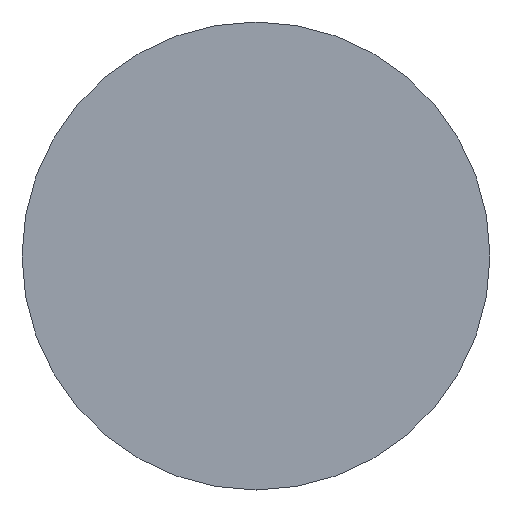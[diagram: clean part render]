
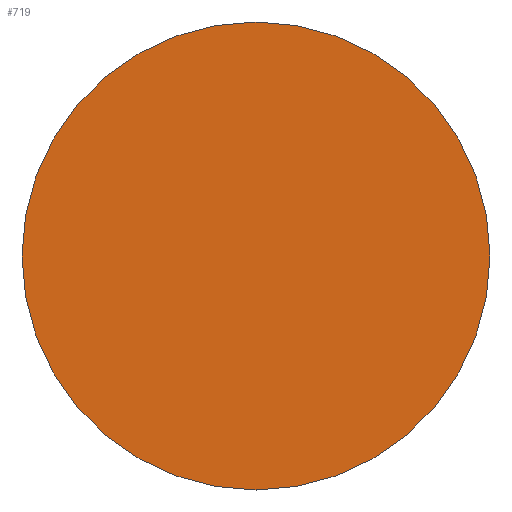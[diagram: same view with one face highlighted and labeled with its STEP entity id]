
A CAD part, left-side view. The second image highlights one B-rep face of the part: STEP entity #719.
In plain terms, the highlighted planar face has unit normal (-1, 0, 0).
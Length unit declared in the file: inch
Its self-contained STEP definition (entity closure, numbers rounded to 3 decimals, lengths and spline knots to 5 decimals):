
#46 = DIRECTION ( 'NONE',  ( -1., 0., 0. ) ) ;
#109 = AXIS2_PLACEMENT_3D ( 'NONE', #149, #309, #305 ) ;
#149 = CARTESIAN_POINT ( 'NONE',  ( -0.3, 0., 0. ) ) ;
#168 = CARTESIAN_POINT ( 'NONE',  ( -0.3, 0.023, 0. ) ) ;
#187 = CARTESIAN_POINT ( 'NONE',  ( -0.3, 0., 0. ) ) ;
#197 = DIRECTION ( 'NONE',  ( 1., 0., 0. ) ) ;
#219 = FACE_OUTER_BOUND ( 'NONE', #873, .T. ) ;
#221 = CIRCLE ( 'NONE', #970, 0.023 ) ;
#282 = DIRECTION ( 'NONE',  ( 0., 1., 0. ) ) ;
#305 = DIRECTION ( 'NONE',  ( 0., 1., 0. ) ) ;
#306 = VERTEX_POINT ( 'NONE', #620 ) ;
#309 = DIRECTION ( 'NONE',  ( 1., 0., 0. ) ) ;
#397 = AXIS2_PLACEMENT_3D ( 'NONE', #462, #46, #1039 ) ;
#462 = CARTESIAN_POINT ( 'NONE',  ( -0.3, -0.0235, 0. ) ) ;
#475 = CIRCLE ( 'NONE', #109, 0.023 ) ;
#546 = PLANE ( 'NONE',  #397 ) ;
#568 = ORIENTED_EDGE ( 'NONE', *, *, #616, .F. ) ;
#616 = EDGE_CURVE ( 'NONE', #994, #306, #221, .T. ) ;
#620 = CARTESIAN_POINT ( 'NONE',  ( -0.3, -0.023, 0. ) ) ;
#719 = ADVANCED_FACE ( 'NONE', ( #219 ), #546, .T. ) ;
#831 = EDGE_CURVE ( 'NONE', #306, #994, #475, .T. ) ;
#873 = EDGE_LOOP ( 'NONE', ( #568, #1066 ) ) ;
#970 = AXIS2_PLACEMENT_3D ( 'NONE', #187, #197, #282 ) ;
#994 = VERTEX_POINT ( 'NONE', #168 ) ;
#1039 = DIRECTION ( 'NONE',  ( 0., 0., -1. ) ) ;
#1066 = ORIENTED_EDGE ( 'NONE', *, *, #831, .F. ) ;
